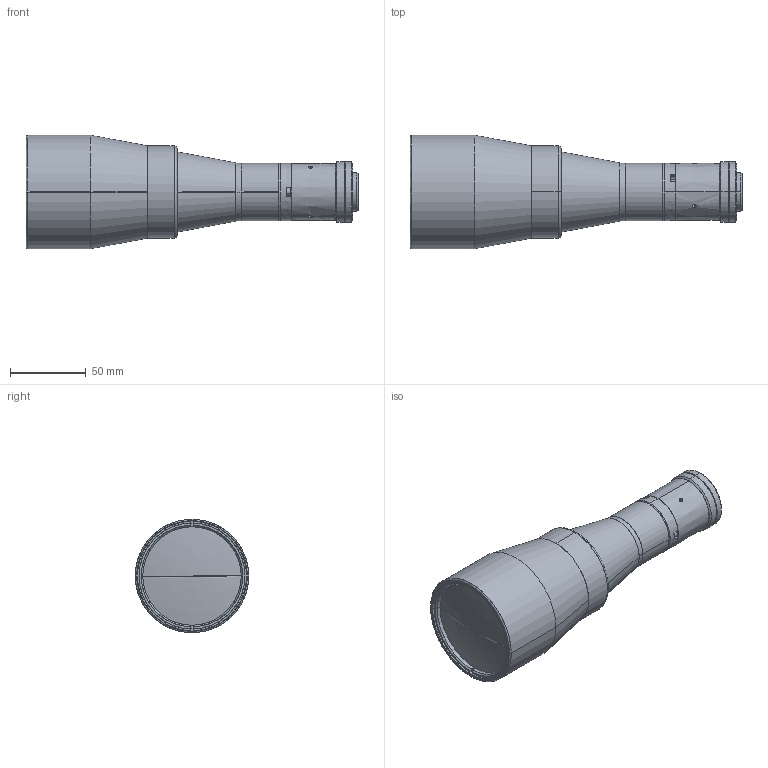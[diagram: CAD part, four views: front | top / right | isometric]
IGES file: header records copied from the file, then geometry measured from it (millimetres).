
Start section: SolidWorks IGES file using analytic representation for surfaces
Global section: file name: TC1MHR048-C.igs; native system: SolidWorks 2018; preprocessor: SolidWorks 2018; author: localUser; date: 181128.093512; units: millimetre
Bounding box: 219.36 x 75 x 75 mm (x, y, z)
Surface area: 55707.9 mm2 (no closed solid volume)
Topology: 0 solids, 0 shells, 108 faces, 2806 edges, 2805 vertices
Faces by surface type: revolution 65, bspline 43
